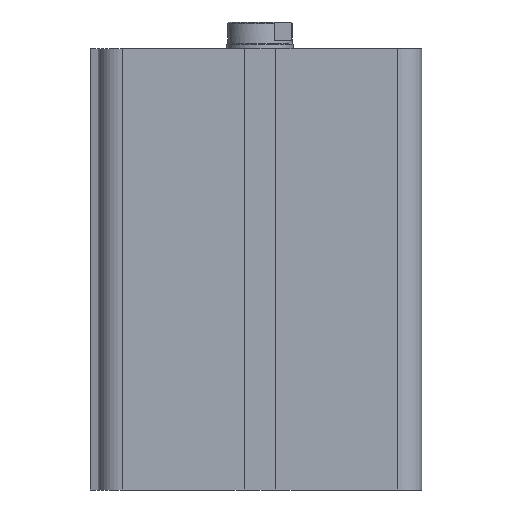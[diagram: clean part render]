
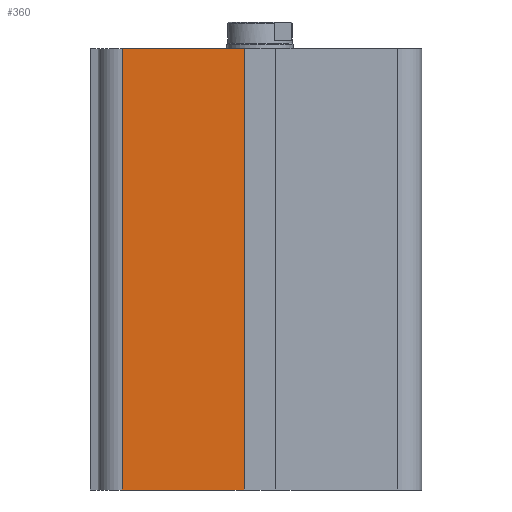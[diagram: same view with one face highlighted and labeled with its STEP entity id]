
A CAD part, left-side view. The second image highlights one B-rep face of the part: STEP entity #360.
In plain terms, the highlighted planar face has unit normal (-1, 0, 0).
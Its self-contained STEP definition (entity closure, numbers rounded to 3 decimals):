
#336 = EDGE_CURVE( '', #859, #862, #863, .T. );
#360 = ADVANCED_FACE( '', ( #900 ), #901, .T. );
#402 = EDGE_CURVE( '', #968, #851, #969, .T. );
#851 = VERTEX_POINT( '', #1589 );
#859 = VERTEX_POINT( '', #1598 );
#862 = VERTEX_POINT( '', #1603 );
#863 = LINE( '', #1604, #1605 );
#900 = FACE_OUTER_BOUND( '', #1650, .T. );
#901 = PLANE( '', #1651 );
#968 = VERTEX_POINT( '', #1733 );
#969 = LINE( '', #1734, #1735 );
#1589 = CARTESIAN_POINT( '', ( -61., 52., 166.5 ) );
#1598 = CARTESIAN_POINT( '', ( -61., 6., 0. ) );
#1603 = CARTESIAN_POINT( '', ( -61., 52., 0. ) );
#1604 = CARTESIAN_POINT( '', ( -61., 6., 0. ) );
#1605 = VECTOR( '', #2521, 1000. );
#1650 = EDGE_LOOP( '', ( #2574, #2575, #2576, #2577 ) );
#1651 = AXIS2_PLACEMENT_3D( '', #2578, #2579, #2580 );
#1733 = CARTESIAN_POINT( '', ( -61., 6., 166.5 ) );
#1734 = CARTESIAN_POINT( '', ( -61., 6., 166.5 ) );
#1735 = VECTOR( '', #2707, 1000. );
#2521 = DIRECTION( '', ( 0., 1., 0. ) );
#2574 = ORIENTED_EDGE( '', *, *, #3360, .F. );
#2575 = ORIENTED_EDGE( '', *, *, #336, .F. );
#2576 = ORIENTED_EDGE( '', *, *, #3332, .T. );
#2577 = ORIENTED_EDGE( '', *, *, #402, .T. );
#2578 = CARTESIAN_POINT( '', ( -61., 6., 0. ) );
#2579 = DIRECTION( '', ( -1., 0., 0. ) );
#2580 = DIRECTION( '', ( 0., 0., 1. ) );
#2707 = DIRECTION( '', ( 0., 1., 0. ) );
#3332 = EDGE_CURVE( '', #859, #968, #3495, .T. );
#3360 = EDGE_CURVE( '', #862, #851, #3531, .T. );
#3495 = LINE( '', #3688, #3689 );
#3531 = LINE( '', #3754, #3755 );
#3688 = CARTESIAN_POINT( '', ( -61., 6., 19.5 ) );
#3689 = VECTOR( '', #3935, 1000. );
#3754 = CARTESIAN_POINT( '', ( -61., 52., 19.5 ) );
#3755 = VECTOR( '', #3956, 1000. );
#3935 = DIRECTION( '', ( 0., 0., 1. ) );
#3956 = DIRECTION( '', ( 0., 0., 1. ) );
